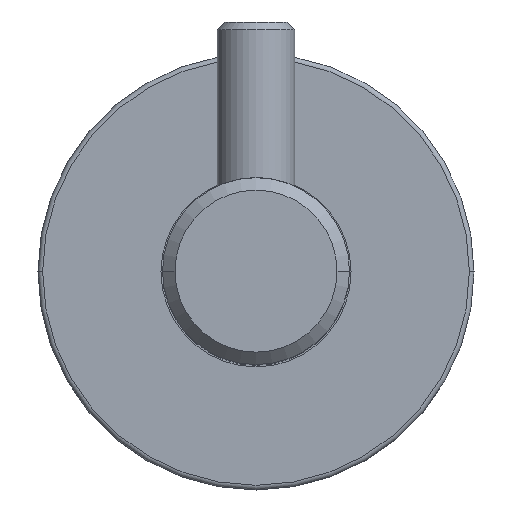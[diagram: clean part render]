
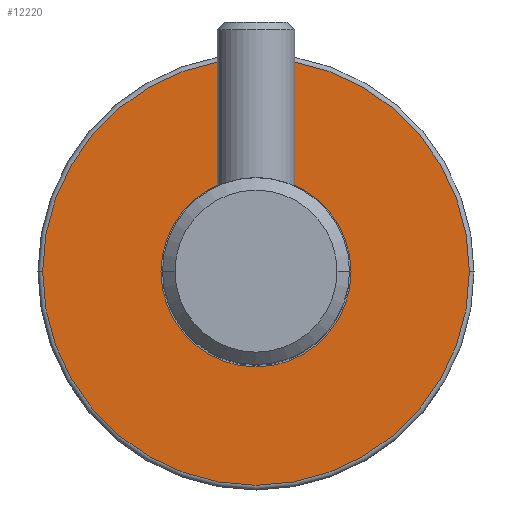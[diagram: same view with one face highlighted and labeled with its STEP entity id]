
A CAD part, top view. The second image highlights one B-rep face of the part: STEP entity #12220.
In plain terms, the highlighted planar face has unit normal (0, 0, 1).
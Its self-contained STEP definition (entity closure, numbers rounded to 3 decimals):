
#11870=CARTESIAN_POINT('',(-95.929,48.61,2.365));
#11880=DIRECTION('',(0.,0.,-1.));
#11890=DIRECTION('',(-1.,0.,0.));
#11900=AXIS2_PLACEMENT_3D('',#11870,#11880,#11890);
#11910=PLANE('',#11900);
#11920=CARTESIAN_POINT('',(-95.929,53.61,2.365));
#11930=DIRECTION('',(0.,0.,-1.));
#11940=DIRECTION('',(-1.,0.,0.));
#11950=AXIS2_PLACEMENT_3D('',#11920,#11930,#11940);
#11960=CIRCLE('',#11950,13.7);
#11970=CARTESIAN_POINT('',(-109.629,53.61,2.365))
;
#11980=VERTEX_POINT('',#11970);
#11990=CARTESIAN_POINT('',(-82.229,53.61,2.365));
#12000=VERTEX_POINT('',#11990);
#12010=EDGE_CURVE('',#11980,#12000,#11960,.T.);
#12020=ORIENTED_EDGE('',*,*,#12010,.F.);
#12030=EDGE_CURVE('',#12000,#11980,#11960,.T.);
#12040=ORIENTED_EDGE('',*,*,#12030,.F.);
#12050=EDGE_LOOP('',(#12040,#12020));
#12060=FACE_OUTER_BOUND('',#12050,.T.);
#12070=CARTESIAN_POINT('',(-95.929,53.61,2.365));
#12080=DIRECTION('',(0.,0.,-1.));
#12090=DIRECTION('',(-1.,0.,0.));
#12100=AXIS2_PLACEMENT_3D('',#12070,#12080,#12090);
#12110=CIRCLE('',#12100,6.1);
#12120=CARTESIAN_POINT('',(-102.029,53.61,2.365))
;
#12130=VERTEX_POINT('',#12120);
#12140=CARTESIAN_POINT('',(-89.829,53.61,2.365));
#12150=VERTEX_POINT('',#12140);
#12160=EDGE_CURVE('',#12130,#12150,#12110,.T.);
#12170=ORIENTED_EDGE('',*,*,#12160,.T.);
#12180=EDGE_CURVE('',#12150,#12130,#12110,.T.);
#12190=ORIENTED_EDGE('',*,*,#12180,.T.);
#12200=EDGE_LOOP('',(#12190,#12170));
#12210=FACE_BOUND('',#12200,.T.);
#12220=ADVANCED_FACE('',(#12060,#12210),#11910,.F.);
